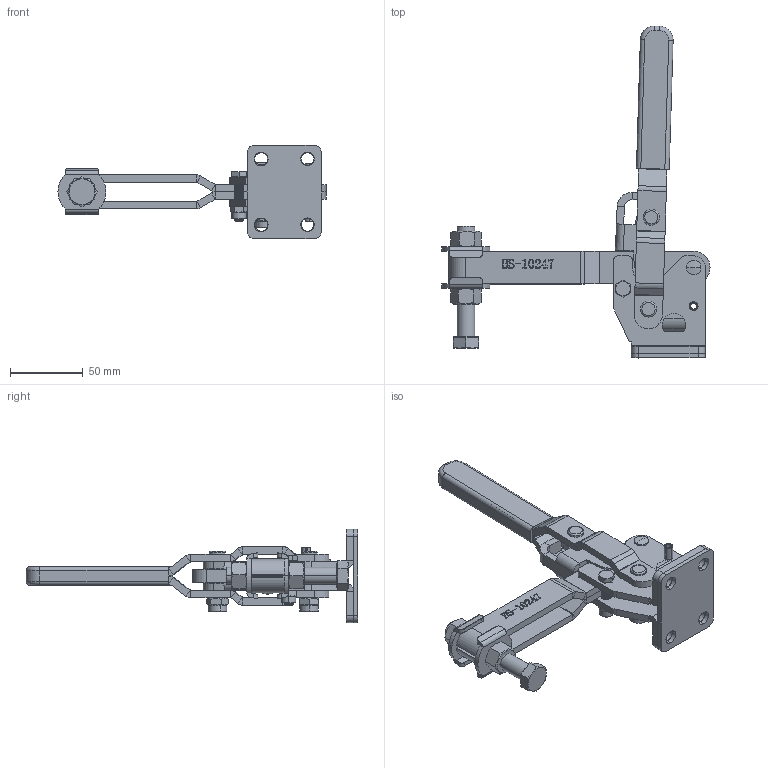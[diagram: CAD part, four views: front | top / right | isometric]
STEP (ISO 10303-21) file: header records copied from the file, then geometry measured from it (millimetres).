
FILE_DESCRIPTION (( 'STEP AP203' ), '1' );
FILE_NAME ('HS-10247.STEP', '2019-10-14T01:42:33', ( '微软用户' ), ( '微软中国' ), 'SwSTEP 2.0', 'SolidWorks 2012', '' );
FILE_SCHEMA (( 'CONFIG_CONTROL_DESIGN' ));
Products named in the file (22): HS-10247; prevailing torque type 1 with fine pitch gb_GB_HEXAGON_TYPE11 M8X1.0-N; T形销_默认<按加工>; 騵艦杶; 階杶; 粟俶种; す菁; hex nuts, style 1-grades ab gb_GB_FASTENER_NUT_SNAB1 M12-N; prevailing torque type 2 gb_GB_HEXAGON_LOCK_TYPE10 M6-N; hex head bolts-full thread grade c gb_GB_FASTENER_BOLT_HHBFTC M6X30-S; U倰揤參; FW-120; 忒參杶; 蟀裝; 傻种; 眻忒參蚾饜极; 眻忒梟; U倰揤參蚾饜极; hexagon head bolts-full thread gb_GB_FASTENER_BOLT_STBAB A M12X80-C; 楊擘菁釱酘; 楊擘菁釱衵
Assembly tree (27 placements, depth 3):
  HS-10247
    楊擘菁釱衵
    楊擘菁釱酘
    U倰揤參蚾饜极
      U倰揤參
      hexagon head bolts-full thread gb_GB_FASTENER_BOLT_STBAB A M12X80-C
    眻忒參蚾饜极
      眻忒梟  x2
    傻种  x2
    蟀裝
    忒參杶
    FW-120  x2
    U倰揤參
    hex head bolts-full thread grade c gb_GB_FASTENER_BOLT_HHBFTC M6X30-S
    prevailing torque type 2 gb_GB_HEXAGON_LOCK_TYPE10 M6-N
    hex nuts, style 1-grades ab gb_GB_FASTENER_NUT_SNAB1 M12-N  x2
    す菁
    粟俶种
    階杶
    騵艦杶
    T形销_默认<按加工>  x2
    prevailing torque type 1 with fine pitch gb_GB_HEXAGON_TYPE11 M8X1.0-N  x2
Bounding box: 184.05 x 227.8 x 64.2 mm (x, y, z)
Volume: 186795.6 mm3; surface area: 112072.8 mm2
Topology: 25 solids, 25 shells, 1276 faces, 3004 edges, 1820 vertices
Faces by surface type: plane 527, cylinder 335, cone 262, bspline 121, torus 23, sphere 8
Entity records: 40832 total; most frequent: CARTESIAN_POINT 12778, ORIENTED_EDGE 5338, DIRECTION 5174, EDGE_CURVE 2669, AXIS2_PLACEMENT_3D 1806, VERTEX_POINT 1620, VECTOR 1562, LINE 1562
